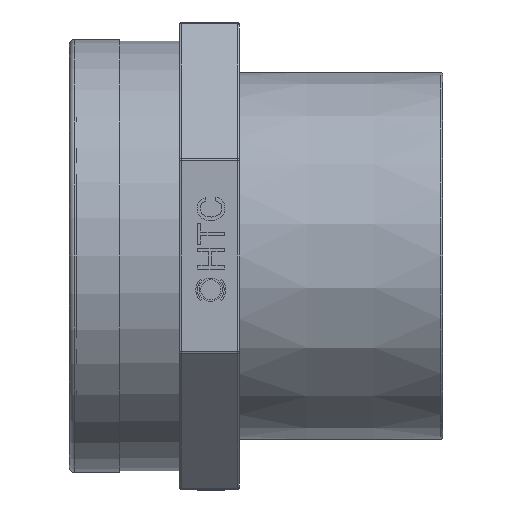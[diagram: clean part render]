
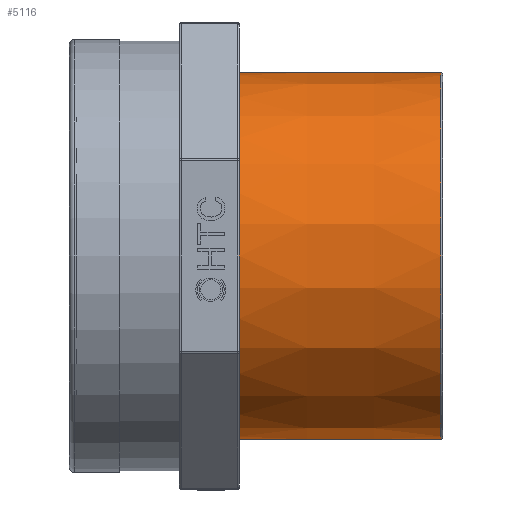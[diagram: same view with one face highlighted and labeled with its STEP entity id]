
A CAD part, left-side view. The second image highlights one B-rep face of the part: STEP entity #5116.
In plain terms, the highlighted conical face has half-angle 0.047 degrees and reference radius 55 mm.
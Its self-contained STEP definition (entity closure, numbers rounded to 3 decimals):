
#79=CONICAL_SURFACE('',#5474,55.,0.001);
#347=FACE_OUTER_BOUND('',#686,.T.);
#686=EDGE_LOOP('',(#3830,#3831,#3832,#3833,#3834));
#989=CIRCLE('',#5472,55.);
#990=CIRCLE('',#5473,55.);
#991=CIRCLE('',#5475,55.05);
#1405=LINE('',#39492,#1891);
#1891=VECTOR('',#6096,55.);
#2474=VERTEX_POINT('',#39484);
#2475=VERTEX_POINT('',#39486);
#2476=VERTEX_POINT('',#39490);
#3013=EDGE_CURVE('',#2474,#2475,#989,.T.);
#3014=EDGE_CURVE('',#2475,#2474,#990,.T.);
#3015=EDGE_CURVE('',#2476,#2476,#991,.T.);
#3016=EDGE_CURVE('',#2476,#2475,#1405,.T.);
#3830=ORIENTED_EDGE('',*,*,#3015,.T.);
#3831=ORIENTED_EDGE('',*,*,#3016,.T.);
#3832=ORIENTED_EDGE('',*,*,#3013,.F.);
#3833=ORIENTED_EDGE('',*,*,#3014,.F.);
#3834=ORIENTED_EDGE('',*,*,#3016,.F.);
#5116=ADVANCED_FACE('',(#347),#79,.T.);
#5472=AXIS2_PLACEMENT_3D('',#39487,#6088,#6089);
#5473=AXIS2_PLACEMENT_3D('',#39488,#6090,#6091);
#5474=AXIS2_PLACEMENT_3D('',#39489,#6092,#6093);
#5475=AXIS2_PLACEMENT_3D('',#39491,#6094,#6095);
#6088=DIRECTION('center_axis',(0.,-1.,0.));
#6089=DIRECTION('ref_axis',(0.,0.,-1.));
#6090=DIRECTION('center_axis',(0.,-1.,0.));
#6091=DIRECTION('ref_axis',(0.,0.,-1.));
#6092=DIRECTION('center_axis',(0.,1.,0.));
#6093=DIRECTION('ref_axis',(0.,0.,1.));
#6094=DIRECTION('center_axis',(0.,-1.,0.));
#6095=DIRECTION('ref_axis',(0.,0.,-1.));
#6096=DIRECTION('',(0.,-1.,0.001));
#39484=CARTESIAN_POINT('',(0.,-110.5,55.));
#39486=CARTESIAN_POINT('',(0.,-110.5,-55.));
#39487=CARTESIAN_POINT('Origin',(0.,-110.5,0.));
#39488=CARTESIAN_POINT('Origin',(0.,-110.5,0.));
#39489=CARTESIAN_POINT('Origin',(0.,-110.5,0.));
#39490=CARTESIAN_POINT('',(0.,-50.,-55.05));
#39491=CARTESIAN_POINT('Origin',(0.,-50.,0.));
#39492=CARTESIAN_POINT('',(0.,-110.5,-55.));
